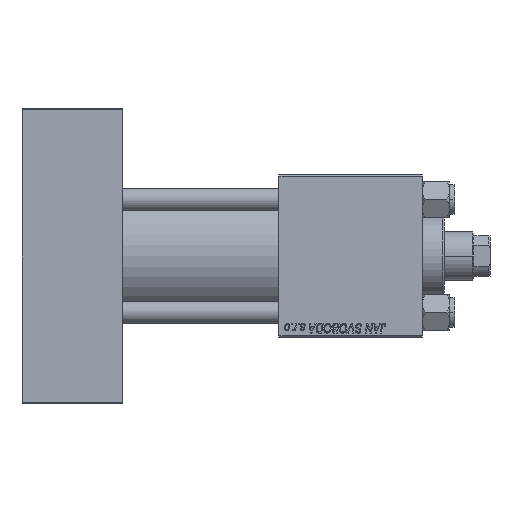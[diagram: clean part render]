
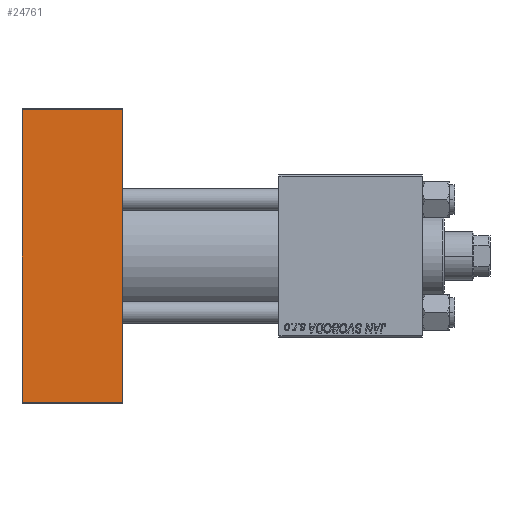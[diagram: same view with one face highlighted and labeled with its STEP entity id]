
A CAD part, front view. The second image highlights one B-rep face of the part: STEP entity #24761.
In plain terms, the highlighted planar face has unit normal (0, -1, 0).
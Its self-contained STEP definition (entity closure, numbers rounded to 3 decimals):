
#1001 = EDGE_CURVE ( 'NONE', #34913, #25017, #10742, .T. ) ;
#1075 = VECTOR ( 'NONE', #6533, 1000. ) ;
#3554 = VECTOR ( 'NONE', #17629, 1000. ) ;
#4288 = DIRECTION ( 'NONE',  ( 0., 0., -1. ) ) ;
#4460 = CARTESIAN_POINT ( 'NONE',  ( 37., -30., 54. ) ) ;
#5929 = DIRECTION ( 'NONE',  ( 0., 0., 1. ) ) ;
#6533 = DIRECTION ( 'NONE',  ( 1., 0., 0. ) ) ;
#7790 = CARTESIAN_POINT ( 'NONE',  ( 37., -30., 54. ) ) ;
#8496 = LINE ( 'NONE', #31664, #35745 ) ;
#10742 = LINE ( 'NONE', #18646, #1075 ) ;
#14182 = CARTESIAN_POINT ( 'NONE',  ( 0., -30., 54.5 ) ) ;
#14602 = CARTESIAN_POINT ( 'NONE',  ( 37., -30., 54.5 ) ) ;
#14854 = DIRECTION ( 'NONE',  ( 0., 1., 0. ) ) ;
#16058 = LINE ( 'NONE', #4460, #18399 ) ;
#17629 = DIRECTION ( 'NONE',  ( 0., 0., -1. ) ) ;
#18399 = VECTOR ( 'NONE', #36047, 1000. ) ;
#18557 = FACE_OUTER_BOUND ( 'NONE', #27139, .T. ) ;
#18646 = CARTESIAN_POINT ( 'NONE',  ( 37., -30., -54. ) ) ;
#21150 = AXIS2_PLACEMENT_3D ( 'NONE', #14602, #14854, #5929 ) ;
#23624 = ORIENTED_EDGE ( 'NONE', *, *, #27844, .F. ) ;
#24761 = ADVANCED_FACE ( 'NONE', ( #18557 ), #49907, .F. ) ;
#25017 = VERTEX_POINT ( 'NONE', #26854 ) ;
#25271 = LINE ( 'NONE', #14182, #3554 ) ;
#26273 = EDGE_CURVE ( 'NONE', #49289, #34913, #25271, .T. ) ;
#26854 = CARTESIAN_POINT ( 'NONE',  ( 37., -30., -54. ) ) ;
#27139 = EDGE_LOOP ( 'NONE', ( #46696, #50193, #23624, #45430 ) ) ;
#27844 = EDGE_CURVE ( 'NONE', #40510, #25017, #8496, .T. ) ;
#30252 = CARTESIAN_POINT ( 'NONE',  ( 0., -30., -54. ) ) ;
#31664 = CARTESIAN_POINT ( 'NONE',  ( 37., -30., 54.5 ) ) ;
#34913 = VERTEX_POINT ( 'NONE', #30252 ) ;
#35745 = VECTOR ( 'NONE', #4288, 1000. ) ;
#36047 = DIRECTION ( 'NONE',  ( -1., 0., 0. ) ) ;
#36304 = CARTESIAN_POINT ( 'NONE',  ( 0., -30., 54. ) ) ;
#40510 = VERTEX_POINT ( 'NONE', #7790 ) ;
#45430 = ORIENTED_EDGE ( 'NONE', *, *, #48252, .T. ) ;
#46696 = ORIENTED_EDGE ( 'NONE', *, *, #26273, .T. ) ;
#48252 = EDGE_CURVE ( 'NONE', #40510, #49289, #16058, .T. ) ;
#49289 = VERTEX_POINT ( 'NONE', #36304 ) ;
#49907 = PLANE ( 'NONE',  #21150 ) ;
#50193 = ORIENTED_EDGE ( 'NONE', *, *, #1001, .T. ) ;
